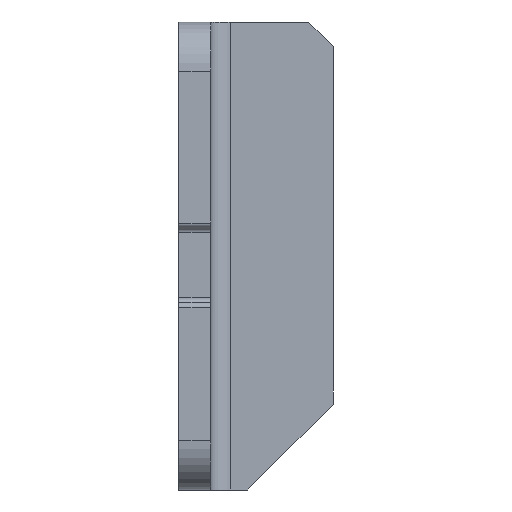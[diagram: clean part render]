
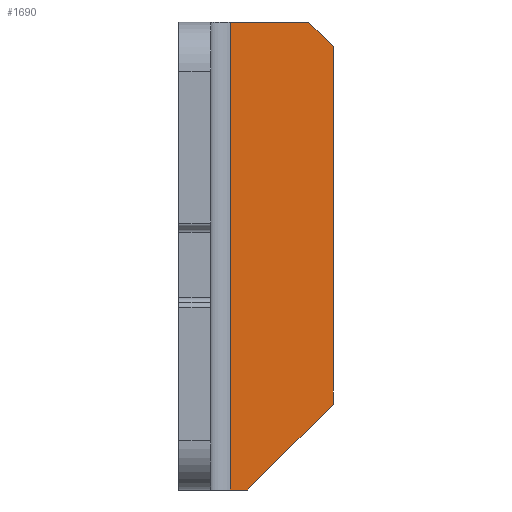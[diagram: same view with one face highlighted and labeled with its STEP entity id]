
A CAD part, left-side view. The second image highlights one B-rep face of the part: STEP entity #1690.
In plain terms, the highlighted planar face has unit normal (-1, 0, 0).
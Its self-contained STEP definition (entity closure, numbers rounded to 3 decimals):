
#19 = LINE ( 'NONE', #2287, #84 ) ;
#34 = ORIENTED_EDGE ( 'NONE', *, *, #1964, .T. ) ;
#49 = DIRECTION ( 'NONE',  ( 0., 0.707, 0.707 ) ) ;
#84 = VECTOR ( 'NONE', #618, 1000. ) ;
#303 = CARTESIAN_POINT ( 'NONE',  ( -2.305, 104.17, 13.005 ) ) ;
#368 = LINE ( 'NONE', #619, #378 ) ;
#378 = VECTOR ( 'NONE', #635, 1000. ) ;
#427 = DIRECTION ( 'NONE',  ( 0., -0.707, 0.707 ) ) ;
#491 = ORIENTED_EDGE ( 'NONE', *, *, #1394, .T. ) ;
#546 = VERTEX_POINT ( 'NONE', #2801 ) ;
#554 = FACE_OUTER_BOUND ( 'NONE', #1634, .T. ) ;
#569 = VECTOR ( 'NONE', #630, 1000. ) ;
#618 = DIRECTION ( 'NONE',  ( 0., 0., -1. ) ) ;
#619 = CARTESIAN_POINT ( 'NONE',  ( -2.305, 99.97, -6.045 ) ) ;
#625 = VECTOR ( 'NONE', #49, 1000. ) ;
#630 = DIRECTION ( 'NONE',  ( 0., 1., 0. ) ) ;
#635 = DIRECTION ( 'NONE',  ( 0., 1., 0. ) ) ;
#853 = CARTESIAN_POINT ( 'NONE',  ( -2.305, 104.17, 13.005 ) ) ;
#966 = CARTESIAN_POINT ( 'NONE',  ( -2.305, 103.47, -6.045 ) ) ;
#1004 = ORIENTED_EDGE ( 'NONE', *, *, #1981, .T. ) ;
#1012 = PLANE ( 'NONE',  #2470 ) ;
#1076 = LINE ( 'NONE', #2694, #2228 ) ;
#1332 = DIRECTION ( 'NONE',  ( 0., 0., -1. ) ) ;
#1394 = EDGE_CURVE ( 'NONE', #546, #2309, #1615, .T. ) ;
#1420 = VECTOR ( 'NONE', #1332, 1000. ) ;
#1595 = VERTEX_POINT ( 'NONE', #966 ) ;
#1615 = LINE ( 'NONE', #2316, #625 ) ;
#1634 = EDGE_LOOP ( 'NONE', ( #1951, #491, #2099, #1004, #2209, #34 ) ) ;
#1690 = ADVANCED_FACE ( 'NONE', ( #554 ), #1012, .F. ) ;
#1766 = CARTESIAN_POINT ( 'NONE',  ( -2.305, 104.17, -6.045 ) ) ;
#1951 = ORIENTED_EDGE ( 'NONE', *, *, #2550, .F. ) ;
#1964 = EDGE_CURVE ( 'NONE', #1595, #2388, #1076, .T. ) ;
#1981 = EDGE_CURVE ( 'NONE', #2312, #1997, #1987, .T. ) ;
#1987 = LINE ( 'NONE', #853, #1420 ) ;
#1997 = VERTEX_POINT ( 'NONE', #1766 ) ;
#2000 = EDGE_CURVE ( 'NONE', #2309, #2312, #2679, .T. ) ;
#2008 = CARTESIAN_POINT ( 'NONE',  ( -2.305, 99.97, -2.545 ) ) ;
#2019 = DIRECTION ( 'NONE',  ( 0., 1., 0. ) ) ;
#2099 = ORIENTED_EDGE ( 'NONE', *, *, #2000, .T. ) ;
#2124 = CARTESIAN_POINT ( 'NONE',  ( -2.305, 100.97, 13.005 ) ) ;
#2209 = ORIENTED_EDGE ( 'NONE', *, *, #2402, .F. ) ;
#2228 = VECTOR ( 'NONE', #427, 1000. ) ;
#2287 = CARTESIAN_POINT ( 'NONE',  ( -2.305, 99.97, 13.005 ) ) ;
#2309 = VERTEX_POINT ( 'NONE', #2124 ) ;
#2312 = VERTEX_POINT ( 'NONE', #303 ) ;
#2316 = CARTESIAN_POINT ( 'NONE',  ( -2.305, 99.97, 12.005 ) ) ;
#2388 = VERTEX_POINT ( 'NONE', #2008 ) ;
#2402 = EDGE_CURVE ( 'NONE', #1595, #1997, #368, .T. ) ;
#2457 = CARTESIAN_POINT ( 'NONE',  ( -2.305, 99.97, 13.005 ) ) ;
#2470 = AXIS2_PLACEMENT_3D ( 'NONE', #2841, #2620, #2019 ) ;
#2550 = EDGE_CURVE ( 'NONE', #546, #2388, #19, .T. ) ;
#2620 = DIRECTION ( 'NONE',  ( 1., 0., 0. ) ) ;
#2679 = LINE ( 'NONE', #2457, #569 ) ;
#2694 = CARTESIAN_POINT ( 'NONE',  ( -2.305, 99.97, -2.545 ) ) ;
#2801 = CARTESIAN_POINT ( 'NONE',  ( -2.305, 99.97, 12.005 ) ) ;
#2841 = CARTESIAN_POINT ( 'NONE',  ( -2.305, 99.97, 13.005 ) ) ;
